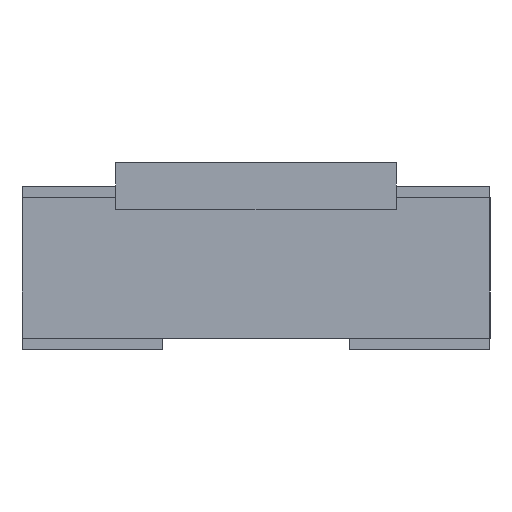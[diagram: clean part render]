
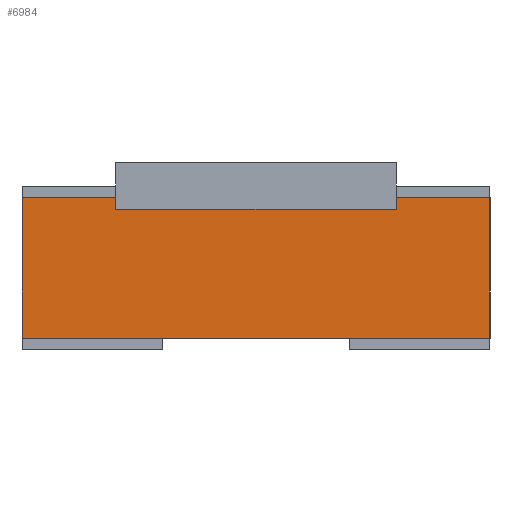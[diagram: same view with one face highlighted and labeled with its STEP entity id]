
A CAD part, left-side view. The second image highlights one B-rep face of the part: STEP entity #6984.
In plain terms, the highlighted planar face has unit normal (-1, 0, 0).
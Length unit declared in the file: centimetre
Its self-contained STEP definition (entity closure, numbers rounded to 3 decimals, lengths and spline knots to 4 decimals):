
#504 = ORIENTED_EDGE ( 'NONE', *, *, #8883, .T. ) ;
#606 = VECTOR ( 'NONE', #2488, 100. ) ;
#904 = LINE ( 'NONE', #11639, #606 ) ;
#1325 = DIRECTION ( 'NONE',  ( -1., 0., 0. ) ) ;
#1383 = DIRECTION ( 'NONE',  ( 0., 1., 0. ) ) ;
#1424 = CARTESIAN_POINT ( 'NONE',  ( 0., 0.05, 0.03 ) ) ;
#1530 = CARTESIAN_POINT ( 'NONE',  ( 0., 0.02, 0.0325 ) ) ;
#1569 = LINE ( 'NONE', #5156, #4001 ) ;
#1635 = CARTESIAN_POINT ( 'NONE',  ( 0., 0.08, 0.03 ) ) ;
#1653 = CARTESIAN_POINT ( 'NONE',  ( 0., 0., 0.0325 ) ) ;
#1805 = EDGE_CURVE ( 'NONE', #2615, #8027, #4166, .T. ) ;
#1932 = VERTEX_POINT ( 'NONE', #5077 ) ;
#2067 = EDGE_CURVE ( 'NONE', #7294, #5640, #9929, .T. ) ;
#2083 = ORIENTED_EDGE ( 'NONE', *, *, #2067, .T. ) ;
#2488 = DIRECTION ( 'NONE',  ( 0., 0., 1. ) ) ;
#2518 = CARTESIAN_POINT ( 'NONE',  ( 0., 0.05, 0.0325 ) ) ;
#2615 = VERTEX_POINT ( 'NONE', #9054 ) ;
#2751 = VERTEX_POINT ( 'NONE', #9360 ) ;
#3160 = VERTEX_POINT ( 'NONE', #1635 ) ;
#3501 = EDGE_CURVE ( 'NONE', #6180, #7294, #1569, .T. ) ;
#3531 = ORIENTED_EDGE ( 'NONE', *, *, #3501, .T. ) ;
#3582 = EDGE_CURVE ( 'NONE', #2615, #1932, #4984, .T. ) ;
#4001 = VECTOR ( 'NONE', #7001, 100. ) ;
#4027 = DIRECTION ( 'NONE',  ( 0., -1., 0. ) ) ;
#4166 = LINE ( 'NONE', #11308, #6606 ) ;
#4358 = DIRECTION ( 'NONE',  ( 0., -1., 0. ) ) ;
#4516 = VECTOR ( 'NONE', #7059, 100. ) ;
#4839 = DIRECTION ( 'NONE',  ( 0., 0., -1. ) ) ;
#4984 = LINE ( 'NONE', #2518, #9595 ) ;
#5077 = CARTESIAN_POINT ( 'NONE',  ( 0., 0.08, 0.0325 ) ) ;
#5156 = CARTESIAN_POINT ( 'NONE',  ( 0., 0.05, 0.0325 ) ) ;
#5242 = CARTESIAN_POINT ( 'NONE',  ( 0., 0.02, 0.0313 ) ) ;
#5640 = VERTEX_POINT ( 'NONE', #9873 ) ;
#5707 = FACE_OUTER_BOUND ( 'NONE', #9700, .T. ) ;
#6125 = EDGE_CURVE ( 'NONE', #2751, #6180, #904, .T. ) ;
#6180 = VERTEX_POINT ( 'NONE', #1653 ) ;
#6325 = LINE ( 'NONE', #1424, #11243 ) ;
#6411 = ORIENTED_EDGE ( 'NONE', *, *, #10522, .T. ) ;
#6539 = ORIENTED_EDGE ( 'NONE', *, *, #3582, .F. ) ;
#6606 = VECTOR ( 'NONE', #4839, 100. ) ;
#6724 = ORIENTED_EDGE ( 'NONE', *, *, #6125, .T. ) ;
#6790 = CARTESIAN_POINT ( 'NONE',  ( 0., 0.05, 0.0025 ) ) ;
#6984 = ADVANCED_FACE ( 'NONE', ( #5707 ), #11362, .T. ) ;
#7001 = DIRECTION ( 'NONE',  ( 0., 1., 0. ) ) ;
#7059 = DIRECTION ( 'NONE',  ( 0., 0., 1. ) ) ;
#7294 = VERTEX_POINT ( 'NONE', #1530 ) ;
#7479 = VECTOR ( 'NONE', #8054, 100. ) ;
#7624 = ORIENTED_EDGE ( 'NONE', *, *, #8356, .T. ) ;
#7730 = DIRECTION ( 'NONE',  ( 0., 0., 1. ) ) ;
#8027 = VERTEX_POINT ( 'NONE', #8200 ) ;
#8054 = DIRECTION ( 'NONE',  ( 0., 0., -1. ) ) ;
#8200 = CARTESIAN_POINT ( 'NONE',  ( 0., 0.1, 0.0025 ) ) ;
#8356 = EDGE_CURVE ( 'NONE', #5640, #3160, #6325, .T. ) ;
#8609 = CARTESIAN_POINT ( 'NONE',  ( 0., 0.05, 0.0025 ) ) ;
#8883 = EDGE_CURVE ( 'NONE', #3160, #1932, #9396, .T. ) ;
#9054 = CARTESIAN_POINT ( 'NONE',  ( 0., 0.1, 0.0325 ) ) ;
#9360 = CARTESIAN_POINT ( 'NONE',  ( 0., 0., 0.0025 ) ) ;
#9396 = LINE ( 'NONE', #11649, #4516 ) ;
#9595 = VECTOR ( 'NONE', #4358, 100. ) ;
#9700 = EDGE_LOOP ( 'NONE', ( #6724, #3531, #2083, #7624, #504, #6539, #11113, #6411 ) ) ;
#9873 = CARTESIAN_POINT ( 'NONE',  ( 0., 0.02, 0.03 ) ) ;
#9929 = LINE ( 'NONE', #5242, #7479 ) ;
#10522 = EDGE_CURVE ( 'NONE', #8027, #2751, #10832, .T. ) ;
#10544 = VECTOR ( 'NONE', #4027, 100. ) ;
#10832 = LINE ( 'NONE', #8609, #10544 ) ;
#11113 = ORIENTED_EDGE ( 'NONE', *, *, #1805, .T. ) ;
#11243 = VECTOR ( 'NONE', #1383, 100. ) ;
#11308 = CARTESIAN_POINT ( 'NONE',  ( 0., 0.1, 0.0025 ) ) ;
#11362 = PLANE ( 'NONE',  #11828 ) ;
#11639 = CARTESIAN_POINT ( 'NONE',  ( 0., 0., 0.0025 ) ) ;
#11649 = CARTESIAN_POINT ( 'NONE',  ( 0., 0.08, 0.0313 ) ) ;
#11828 = AXIS2_PLACEMENT_3D ( 'NONE', #6790, #1325, #7730 ) ;
